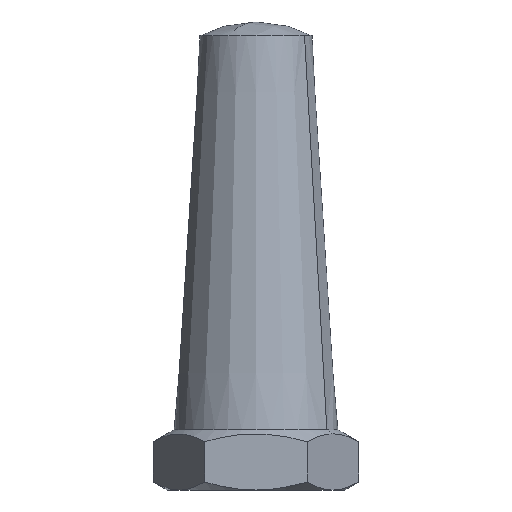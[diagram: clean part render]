
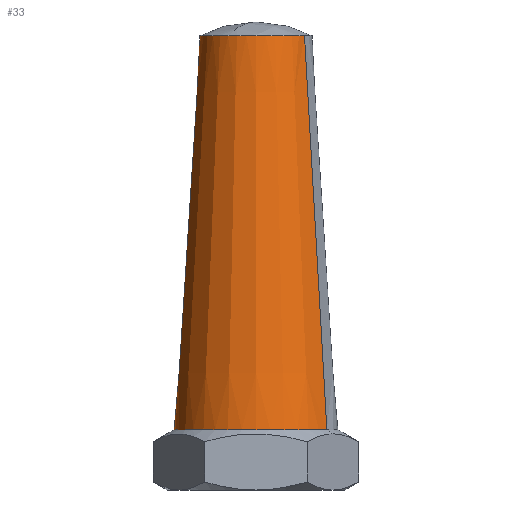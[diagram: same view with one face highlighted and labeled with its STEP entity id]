
A CAD part, left-side view. The second image highlights one B-rep face of the part: STEP entity #33.
In plain terms, the highlighted conical face has half-angle 3.742 degrees and reference radius 8.74 mm.
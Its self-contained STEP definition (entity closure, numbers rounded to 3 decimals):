
#4 = CARTESIAN_POINT ( 'NONE',  ( 0., 0., 48.506 ) ) ;
#14 = EDGE_LOOP ( 'NONE', ( #190, #757, #371, #118, #453 ) ) ;
#33 = ADVANCED_FACE ( 'NONE', ( #617 ), #196, .T. ) ;
#54 = CARTESIAN_POINT ( 'NONE',  ( -2.994, -5.186, 48.506 ) ) ;
#87 = AXIS2_PLACEMENT_3D ( 'NONE', #670, #122, #680 ) ;
#113 = CARTESIAN_POINT ( 'NONE',  ( 0., 0., 48.506 ) ) ;
#118 = ORIENTED_EDGE ( 'NONE', *, *, #744, .T. ) ;
#121 = DIRECTION ( 'NONE',  ( 0.5, 0.866, 0. ) ) ;
#122 = DIRECTION ( 'NONE',  ( 0., 0., -1. ) ) ;
#170 = AXIS2_PLACEMENT_3D ( 'NONE', #4, #747, #121 ) ;
#171 = DIRECTION ( 'NONE',  ( 0., 0., -1. ) ) ;
#190 = ORIENTED_EDGE ( 'NONE', *, *, #712, .F. ) ;
#196 = CONICAL_SURFACE ( 'NONE', #87, 8.74, 0.065 ) ;
#211 = VERTEX_POINT ( 'NONE', #703 ) ;
#220 = CIRCLE ( 'NONE', #170, 5.989 ) ;
#227 = VERTEX_POINT ( 'NONE', #408 ) ;
#241 = CARTESIAN_POINT ( 'NONE',  ( 4.37, 7.569, 6.439 ) ) ;
#260 = AXIS2_PLACEMENT_3D ( 'NONE', #339, #462, #711 ) ;
#287 = CIRCLE ( 'NONE', #260, 8.74 ) ;
#339 = CARTESIAN_POINT ( 'NONE',  ( 0., 0., 6.439 ) ) ;
#350 = CIRCLE ( 'NONE', #558, 5.989 ) ;
#371 = ORIENTED_EDGE ( 'NONE', *, *, #659, .T. ) ;
#408 = CARTESIAN_POINT ( 'NONE',  ( -4.37, -7.569, 6.439 ) ) ;
#427 = VERTEX_POINT ( 'NONE', #54 ) ;
#428 = CARTESIAN_POINT ( 'NONE',  ( -4.37, -7.569, 6.439 ) ) ;
#443 = EDGE_CURVE ( 'NONE', #427, #494, #220, .T. ) ;
#453 = ORIENTED_EDGE ( 'NONE', *, *, #565, .F. ) ;
#462 = DIRECTION ( 'NONE',  ( 0., 0., -1. ) ) ;
#464 = VECTOR ( 'NONE', #474, 1000. ) ;
#474 = DIRECTION ( 'NONE',  ( -0.033, -0.057, -0.998 ) ) ;
#494 = VERTEX_POINT ( 'NONE', #629 ) ;
#558 = AXIS2_PLACEMENT_3D ( 'NONE', #113, #171, #603 ) ;
#565 = EDGE_CURVE ( 'NONE', #227, #715, #287, .T. ) ;
#579 = DIRECTION ( 'NONE',  ( 0.033, 0.057, -0.998 ) ) ;
#603 = DIRECTION ( 'NONE',  ( 0.5, 0.866, 0. ) ) ;
#617 = FACE_OUTER_BOUND ( 'NONE', #14, .T. ) ;
#629 = CARTESIAN_POINT ( 'NONE',  ( -5.186, 2.994, 48.506 ) ) ;
#659 = EDGE_CURVE ( 'NONE', #494, #211, #350, .T. ) ;
#661 = LINE ( 'NONE', #428, #464 ) ;
#670 = CARTESIAN_POINT ( 'NONE',  ( 0., 0., 6.439 ) ) ;
#680 = DIRECTION ( 'NONE',  ( 0.5, 0.866, 0. ) ) ;
#697 = LINE ( 'NONE', #758, #719 ) ;
#703 = CARTESIAN_POINT ( 'NONE',  ( 2.994, 5.186, 48.506 ) ) ;
#711 = DIRECTION ( 'NONE',  ( 0.5, 0.866, 0. ) ) ;
#712 = EDGE_CURVE ( 'NONE', #427, #227, #661, .T. ) ;
#715 = VERTEX_POINT ( 'NONE', #241 ) ;
#719 = VECTOR ( 'NONE', #579, 1000. ) ;
#744 = EDGE_CURVE ( 'NONE', #211, #715, #697, .T. ) ;
#747 = DIRECTION ( 'NONE',  ( 0., 0., -1. ) ) ;
#757 = ORIENTED_EDGE ( 'NONE', *, *, #443, .T. ) ;
#758 = CARTESIAN_POINT ( 'NONE',  ( 4.37, 7.569, 6.439 ) ) ;
